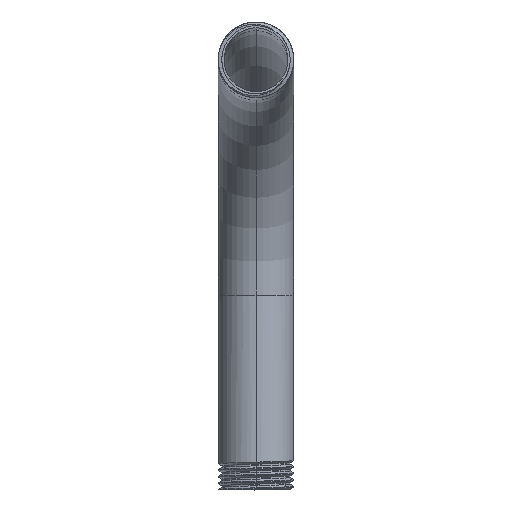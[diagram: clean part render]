
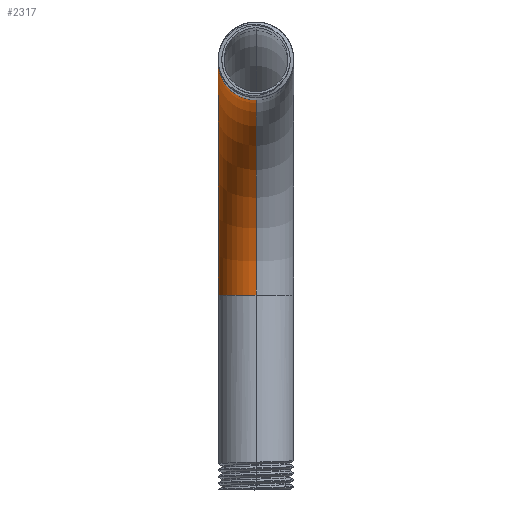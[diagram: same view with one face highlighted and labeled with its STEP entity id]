
A CAD part, top view. The second image highlights one B-rep face of the part: STEP entity #2317.
In plain terms, the highlighted toroidal (fillet/blend) face has major radius 63.5 mm and minor radius 10.319 mm.
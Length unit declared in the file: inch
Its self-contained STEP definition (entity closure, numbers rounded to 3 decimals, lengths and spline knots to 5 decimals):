
#338=CARTESIAN_POINT('',(0.,-2.5,-17.594));
#339=DIRECTION('',(0.,-1.,0.));
#340=DIRECTION('',(0.,0.,1.));
#341=AXIS2_PLACEMENT_3D('',#338,#339,#340);
#482=CARTESIAN_POINT('',(0.,0.,-15.094));
#483=DIRECTION('',(0.,0.,-1.));
#484=DIRECTION('',(0.,-1.,0.));
#485=AXIS2_PLACEMENT_3D('',#482,#483,#484);
#487=CARTESIAN_POINT('',(0.,-2.5,-15.094));
#488=DIRECTION('',(-1.,0.,0.));
#489=DIRECTION('',(0.,1.,0.));
#490=AXIS2_PLACEMENT_3D('',#487,#488,#489);
#1599=CARTESIAN_POINT('',(0.,-2.5,-15.094));
#1600=DIRECTION('',(-1.,0.,0.));
#1601=DIRECTION('',(0.,1.,0.));
#1602=AXIS2_PLACEMENT_3D('',#1599,#1600,#1601);
#1863=CARTESIAN_POINT('',(0.,0.40625,-15.094));
#1864=CARTESIAN_POINT('',(0.,-0.40625,-15.094));
#1865=VERTEX_POINT('',#1863);
#1866=VERTEX_POINT('',#1864);
#1871=CARTESIAN_POINT('',(0.,-2.5,-18.00025));
#1872=CARTESIAN_POINT('',(0.,-2.5,-17.18775));
#1873=VERTEX_POINT('',#1871);
#1874=VERTEX_POINT('',#1872);
#2303=CARTESIAN_POINT('',(0.,-2.5,-15.094));
#2304=DIRECTION('',(-1.,0.,0.));
#2305=DIRECTION('',(0.,-1.,0.));
#2306=AXIS2_PLACEMENT_3D('',#2303,#2304,#2305);
#2307=TOROIDAL_SURFACE('',#2306,2.5,0.40625);
#2309=ORIENTED_EDGE('',*,*,#2308,.F.);
#2311=ORIENTED_EDGE('',*,*,#2310,.T.);
#2312=ORIENTED_EDGE('',*,*,#2246,.T.);
#2314=ORIENTED_EDGE('',*,*,#2313,.F.);
#2315=EDGE_LOOP('',(#2309,#2311,#2312,#2314));
#2316=FACE_OUTER_BOUND('',#2315,.F.);
#2317=ADVANCED_FACE('',(#2316),#2307,.T.);
#342=CIRCLE('',#341,0.40625);
#486=CIRCLE('',#485,0.40625);
#491=CIRCLE('',#490,2.09375);
#1603=CIRCLE('',#1602,2.90625);
#2246=EDGE_CURVE('',#1874,#1873,#342,.T.);
#2308=EDGE_CURVE('',#1866,#1865,#486,.T.);
#2310=EDGE_CURVE('',#1866,#1874,#491,.T.);
#2313=EDGE_CURVE('',#1865,#1873,#1603,.T.);
